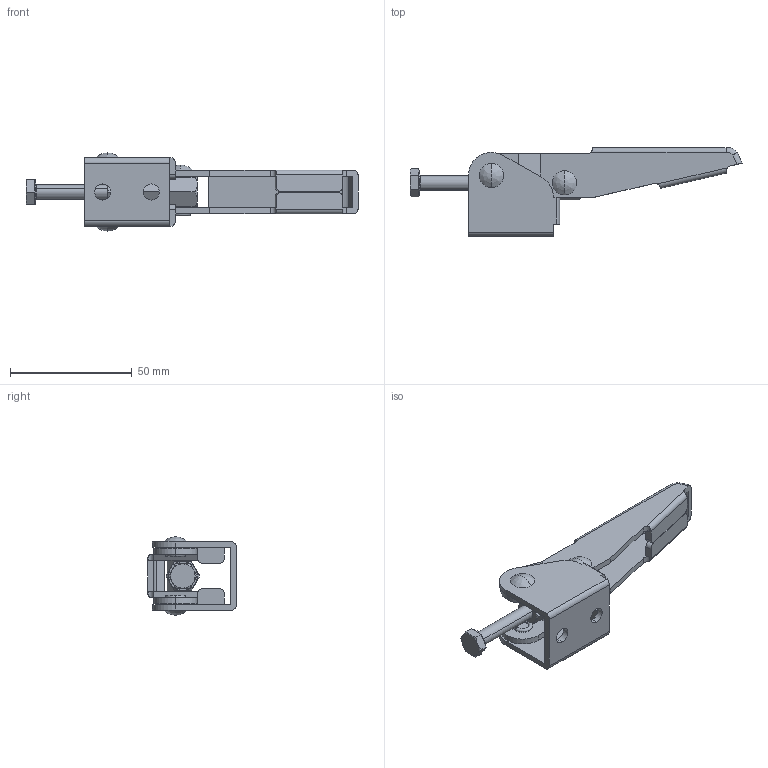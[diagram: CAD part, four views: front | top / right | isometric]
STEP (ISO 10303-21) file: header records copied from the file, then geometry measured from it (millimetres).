
FILE_DESCRIPTION (( 'STEP AP214' ), '1' );
FILE_NAME ('GH-43120-SS(Â²¤Æ).STEP', '2020-07-10T01:23:59', ( 'LinWei' ), ( '' ), 'SwSTEP 2.0', 'SolidWorks 2016', '' );
FILE_SCHEMA (( 'AUTOMOTIVE_DESIGN' ));
Length unit declared in the file: millimetre
Products named in the file (5): Continuous Thread Hexagon Head Bolt_A_JIS-4^GH-43120-SS(Â²¤Æ); Group3^GH-43120-SS(簡化); Group2^GH-43120-SS(簡化); Group1^GH-43120-SS(簡化); GH-43120-SS(簡化)
Assembly tree (4 placements, depth 2):
  GH-43120-SS(簡化)
    Group1^GH-43120-SS(簡化)
    Group2^GH-43120-SS(簡化)
    Group3^GH-43120-SS(簡化)
    Continuous Thread Hexagon Head Bolt_A_JIS-4^GH-43120-SS(Â²¤Æ)
Bounding box: 136.49 x 36.5 x 32.2 mm (x, y, z)
Volume: 24604.8 mm3; surface area: 21001.8 mm2
Topology: 4 solids, 4 shells, 219 faces, 542 edges, 339 vertices
Faces by surface type: plane 93, cylinder 76, cone 30, torus 14, bspline 6
Entity records: 7038 total; most frequent: CARTESIAN_POINT 1627, DIRECTION 1126, ORIENTED_EDGE 1072, EDGE_CURVE 536, AXIS2_PLACEMENT_3D 434, VERTEX_POINT 339, LINE 258, VECTOR 258
